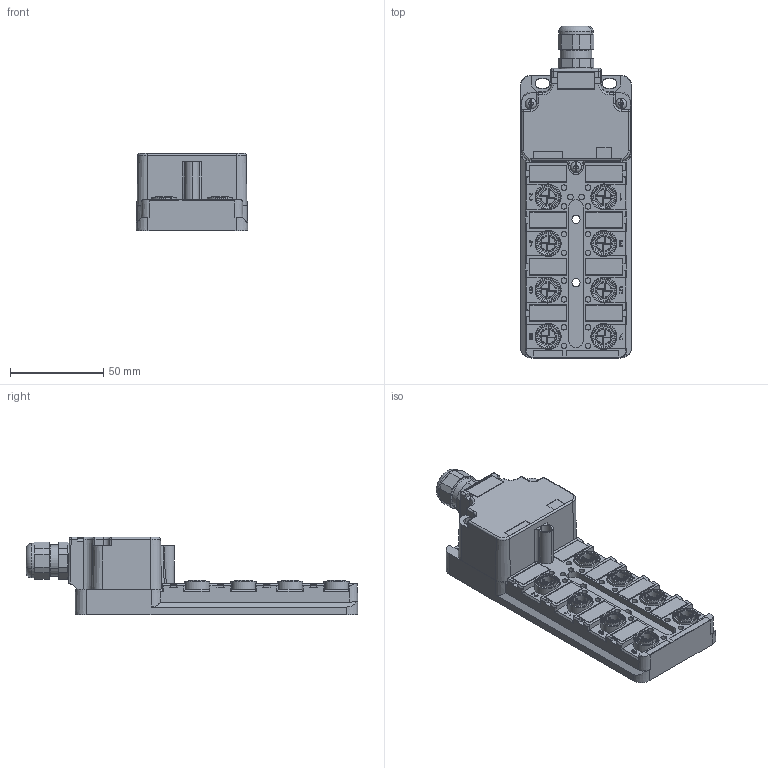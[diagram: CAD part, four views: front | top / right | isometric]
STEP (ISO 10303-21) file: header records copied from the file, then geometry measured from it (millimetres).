
FILE_DESCRIPTION(('CATIA V5 STEP Exchange','CAx-IF Rec.Pracs.--- Model Styling and Organization---1.4--- 2014-01-23'),'2;1');
FILE_NAME ('020821-2_0', '2021-01-14T16:56:46+00:00', ('none'), ('Weidmueller'), 'CATIA Version 5-6 Release 2016 SP3 HF44', 'CATIA V5 STEP AP214', 'none');
FILE_SCHEMA(('AUTOMOTIVE_DESIGN { 1 0 10303 214 1 1 1 1 }'));
Products named in the file (1): 1766800000
Bounding box: 60 x 178.33 x 41.5 mm (x, y, z)
Volume: 146554.1 mm3; surface area: 79421.5 mm2
Topology: 71 solids, 72 shells, 3329 faces, 8973 edges, 5872 vertices
Faces by surface type: plane 1977, cylinder 1080, torus 142, cone 124, sphere 6
Entity records: 98846 total; most frequent: CARTESIAN_POINT 19378, ORIENTED_EDGE 17930, DIRECTION 13503, EDGE_CURVE 8965, VECTOR 6074, LINE 6074, VERTEX_POINT 5872, AXIS2_PLACEMENT_3D 4952
